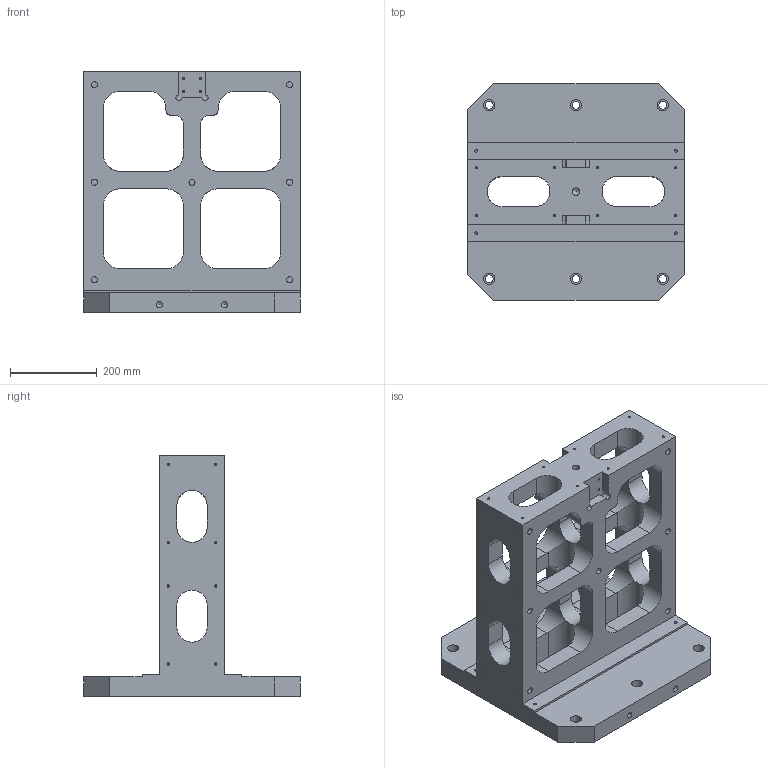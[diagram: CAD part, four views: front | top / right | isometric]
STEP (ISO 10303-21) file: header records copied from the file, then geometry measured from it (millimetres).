
FILE_DESCRIPTION( ( 'Unknown' ), '1' );
FILE_NAME( 'BP13-500500-0555.stp', 'Unknown', ( 'S.C.H' ), ( 'Unknown' ), 'XStep 1.0', 'Unknown', ' ' );
FILE_SCHEMA( ( 'CONFIG_CONTROL_DESIGN' ) );
Length unit declared in the file: millimetre
Products named in the file (1): 1
Bounding box: 500 x 500 x 555 mm (x, y, z)
Volume: 23622059.2 mm3; surface area: 1476786.5 mm2
Topology: 1 solids, 1 shells, 284 faces, 828 edges, 550 vertices
Faces by surface type: cylinder 134, plane 110, cone 40
Full cylindrical faces by diameter (mm): 5 x32, 6.8 x4, 14 x17, 17.5 x1, 18 x6, 26 x6
Entity records: 9748 total; most frequent: CARTESIAN_POINT 2853, DIRECTION 1418, ORIENTED_EDGE 1272, EDGE_CURVE 636, AXIS2_PLACEMENT_3D 561, VERTEX_POINT 504, EDGE_LOOP 438, FACE_OUTER_BOUND 350
